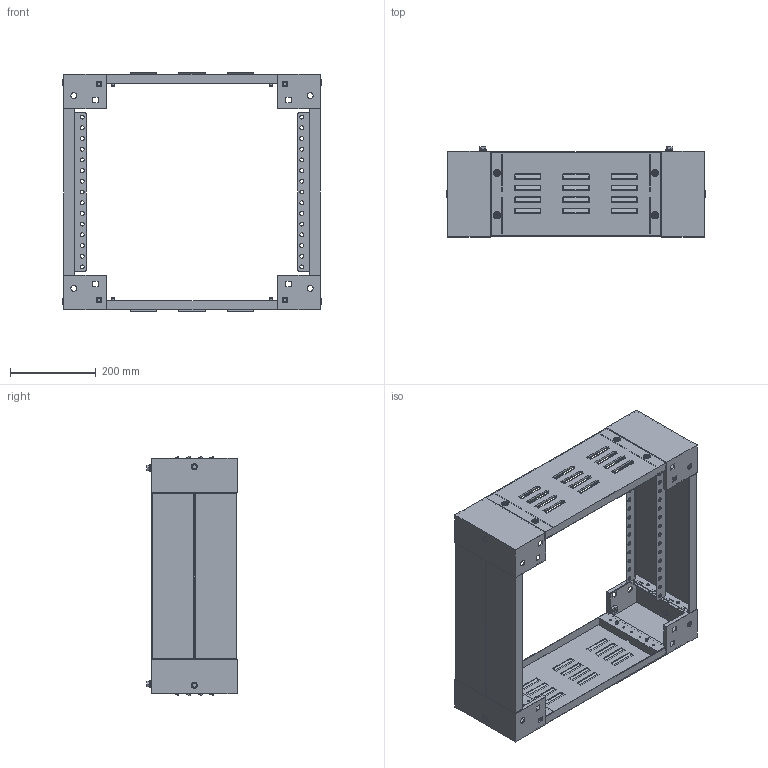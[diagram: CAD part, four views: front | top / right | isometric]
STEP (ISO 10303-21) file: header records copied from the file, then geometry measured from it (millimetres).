
FILE_DESCRIPTION (( 'STEP AP214' ), '1' );
FILE_NAME ('0396.6002.60.37.step', '2023-01-11T07:16:51', ( '' ), ( '' ), 'SwSTEP 2.0', 'SolidWorks 2019', '' );
FILE_SCHEMA (( 'AUTOMOTIVE_DESIGN' ));
Length unit declared in the file: millimetre
Products named in the file (7): SockelLaengsteilH200_0396-6002-00-37; 0396.6002.60.37; SockelLaengsteilH200_6002-3; SockelEckteilH200; SockelEckteilH200_Rechts<Standard>; SockelQuerteilH200_60; SockelQuerteilH200_0396-0002-60-17
Assembly tree (12 placements, depth 3):
  0396.6002.60.37
    SockelLaengsteilH200_0396-6002-00-37
      SockelEckteilH200_Rechts<Standard>  x2
      SockelEckteilH200  x2
      SockelLaengsteilH200_6002-3  x2
    SockelQuerteilH200_0396-0002-60-17
      SockelQuerteilH200_60  x4
Bounding box: 604 x 210.6 x 560.18 mm (x, y, z)
Volume: 1493046.4 mm3; surface area: 1646176.4 mm2
Topology: 30 solids, 30 shells, 1444 faces, 3876 edges, 2544 vertices
Faces by surface type: plane 1008, cylinder 340, cone 80, bspline 16
Entity records: 21172 total; most frequent: CARTESIAN_POINT 3649, ORIENTED_EDGE 3308, DIRECTION 3226, EDGE_CURVE 1654, LINE 1312, VECTOR 1312, VERTEX_POINT 1084, AXIS2_PLACEMENT_3D 957
